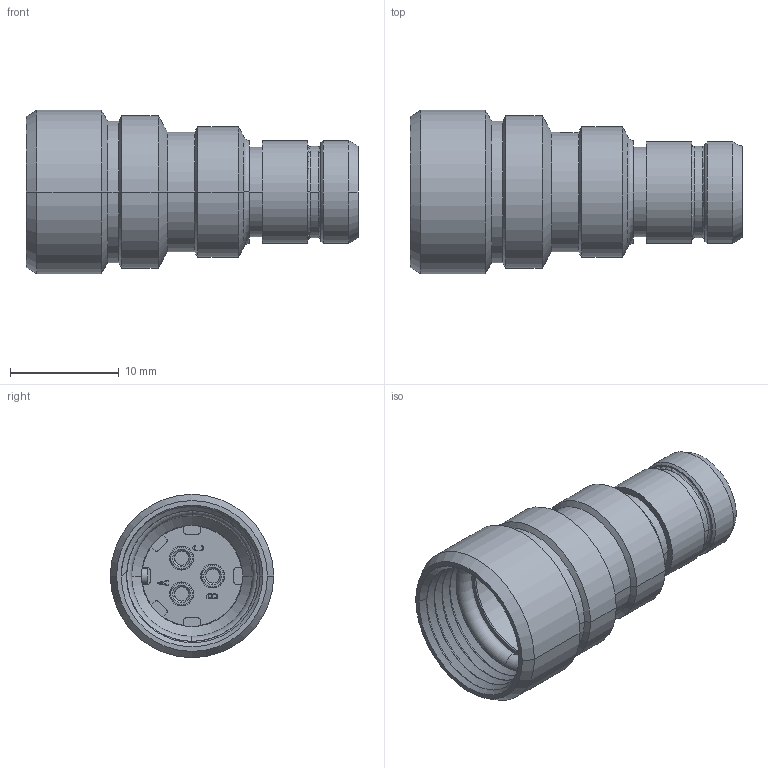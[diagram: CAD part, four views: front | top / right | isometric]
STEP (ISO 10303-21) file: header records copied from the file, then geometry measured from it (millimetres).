
FILE_DESCRIPTION((''),'2;1');
FILE_NAME('1332P003MZ','2024-07-24T14:34:32',('paultorloting'),('NET AG system integration'),'CREO PARAMETRIC BY PTC INC, 2021404','CREO PARAMETRIC BY PTC INC, 2021404','');
FILE_SCHEMA(('AUTOMOTIVE_DESIGN { 1 0 10303 214 1 1 1 1 }'));
Length unit declared in the file: millimetre
Products named in the file (1): 1332P003MZ
Bounding box: 30.5 x 15 x 15 mm (x, y, z)
Volume: 1776.4 mm3; surface area: 2843.9 mm2
Topology: 1 solids, 4 shells, 434 faces, 1109 edges, 713 vertices
Faces by surface type: plane 257, cylinder 107, cone 39, torus 21, bspline 10
Entity records: 18187 total; most frequent: CARTESIAN_POINT 4250, ORIENTED_EDGE 2218, DIRECTION 2193, EDGE_CURVE 1109, VECTOR 774, LINE 774, VERTEX_POINT 713, AXIS2_PLACEMENT_3D 708
